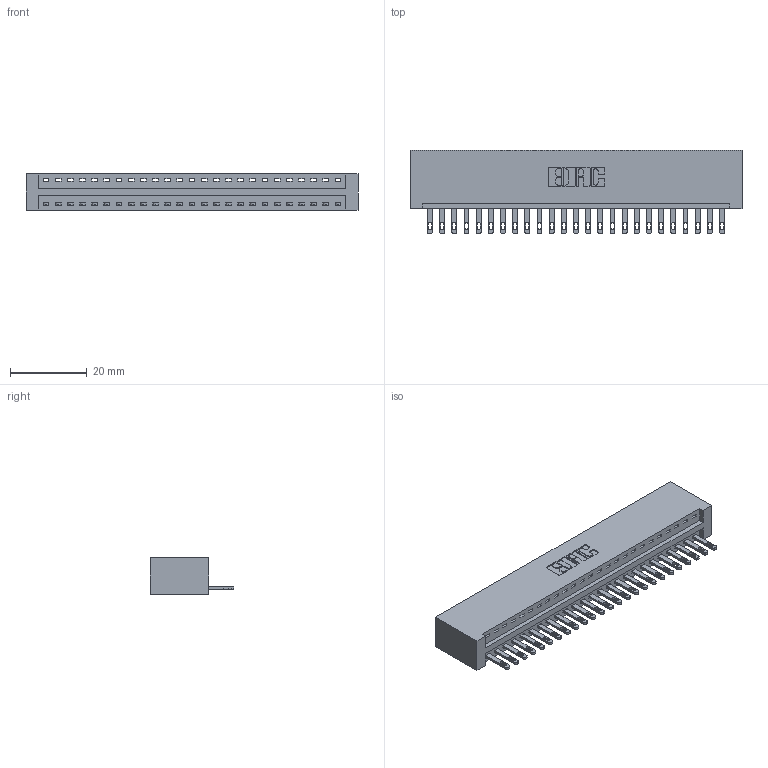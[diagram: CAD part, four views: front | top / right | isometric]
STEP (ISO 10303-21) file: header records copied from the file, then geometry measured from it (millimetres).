
FILE_DESCRIPTION (( 'STEP AP203' ), '1' );
FILE_NAME ('346-025-500-101.STEP', '2018-08-21T11:02:22', ( '' ), ( '' ), 'SwSTEP 2.0', 'SolidWorks 2016', '' );
FILE_SCHEMA (( 'CONFIG_CONTROL_DESIGN' ));
Length unit declared in the file: inch
Products named in the file (3): 345-292-001_345-293-100; 346-025-500-101; 346 Part_No Mounting Lugs
Assembly tree (26 placements, depth 2):
  346-025-500-101
    346 Part_No Mounting Lugs
    345-292-001_345-293-100  x25
Bounding box: 86.61 x 21.84 x 9.4 mm (x, y, z)
Volume: 8738.6 mm3; surface area: 10872.1 mm2
Topology: 26 solids, 26 shells, 1464 faces, 4505 edges, 3002 vertices
Faces by surface type: plane 922, cylinder 542
Entity records: 17457 total; most frequent: CARTESIAN_POINT 3003, ORIENTED_EDGE 2962, DIRECTION 2667, EDGE_CURVE 1481, LINE 1253, VECTOR 1253, VERTEX_POINT 986, AXIS2_PLACEMENT_3D 707
